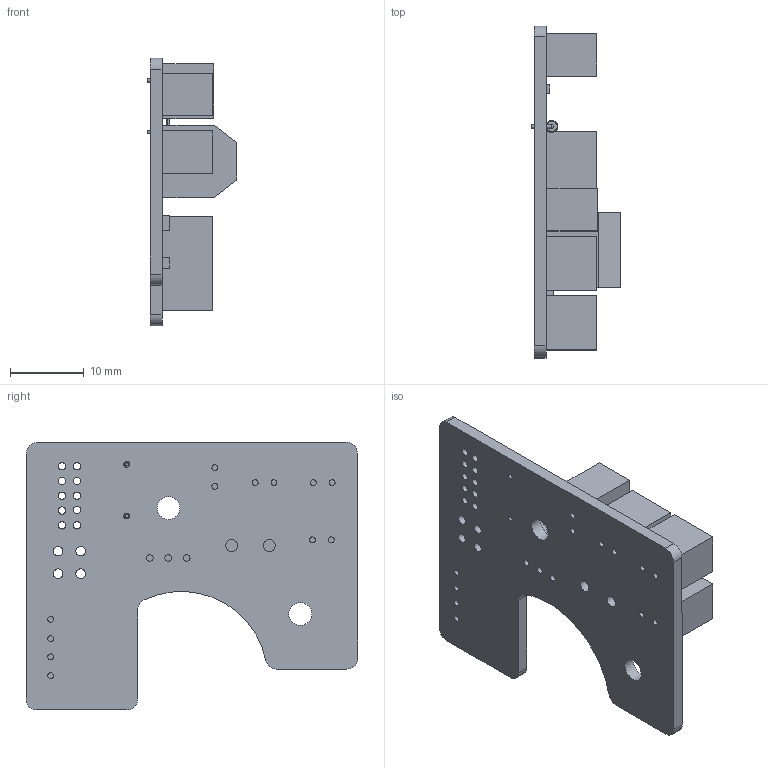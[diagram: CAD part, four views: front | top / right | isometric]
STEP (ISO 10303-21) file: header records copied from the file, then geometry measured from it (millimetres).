
FILE_DESCRIPTION(/* description */ (''),/* implementation_level */ '2;1');
FILE_NAME(/* name */ 'afterburner_toolhead_pcb.step',/* time_stamp */ '2021-03-08T11:28:26-08:00',/* author */ (''),/* organization */ (''),/* preprocessor_version */ 'ST-DEVELOPER v18.1',/* originating_system */ 'Autodesk Translation Framework v9.10.0.1330',/* authorisation */ '');
FILE_SCHEMA (('AUTOMOTIVE_DESIGN { 1 0 10303 214 3 1 1 }'));
Length unit declared in the file: millimetre
Products named in the file (1): afterburner_toolhead_pcb
Bounding box: 12.1 x 44.9 x 36.26 mm (x, y, z)
Volume: 3513 mm3; surface area: 6244.1 mm2
Topology: 12 solids, 12 shells, 273 faces, 664 edges, 441 vertices
Faces by surface type: plane 198, cylinder 64, bspline 8, cone 3
Full cylindrical faces by diameter (mm): 0.468 x2, 0.798 x4, 0.8 x10, 0.9 x3, 1 x10, 1.3 x4, 1.5 x10, 1.6 x5, 2 x4, 3.1 x2
Entity records: 9154 total; most frequent: CARTESIAN_POINT 2153, ORIENTED_EDGE 1328, DIRECTION 1311, EDGE_CURVE 664, LINE 513, VECTOR 513, VERTEX_POINT 441, AXIS2_PLACEMENT_3D 399
